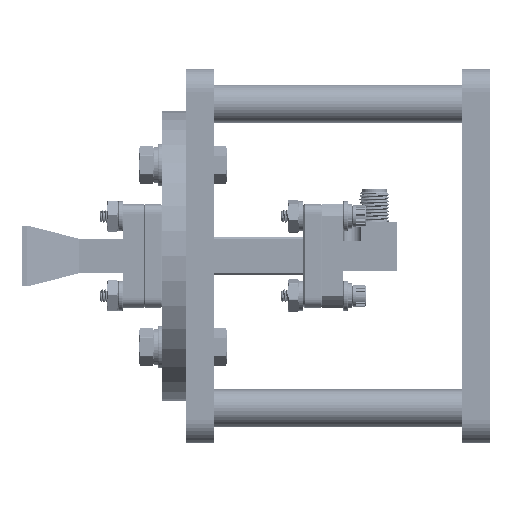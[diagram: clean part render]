
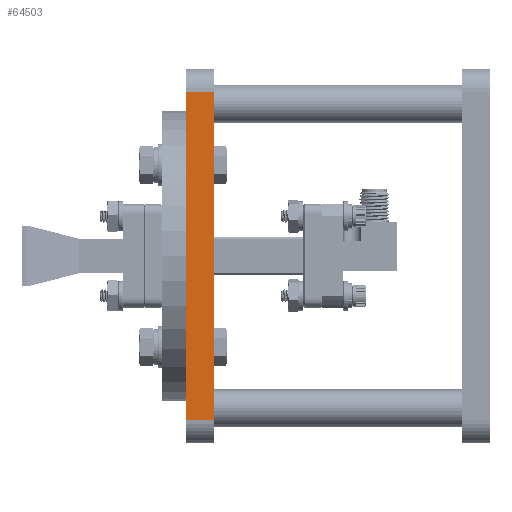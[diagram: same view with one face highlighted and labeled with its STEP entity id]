
A CAD part, left-side view. The second image highlights one B-rep face of the part: STEP entity #64503.
In plain terms, the highlighted planar face has unit normal (-1, 0, 0).
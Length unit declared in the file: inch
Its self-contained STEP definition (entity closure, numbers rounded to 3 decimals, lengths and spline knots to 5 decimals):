
#843 = VECTOR ( 'NONE', #49875, 39.37008 ) ;
#6557 = VECTOR ( 'NONE', #45612, 39.37008 ) ;
#9766 = EDGE_CURVE ( 'NONE', #36945, #71210, #36376, .T. ) ;
#10606 = CARTESIAN_POINT ( 'NONE',  ( -1.5748, 0.23622, 1.37795 ) ) ;
#13009 = ORIENTED_EDGE ( 'NONE', *, *, #9766, .T. ) ;
#15395 = CARTESIAN_POINT ( 'NONE',  ( -1.5748, 0.23622, 1.37795 ) ) ;
#16108 = LINE ( 'NONE', #10606, #843 ) ;
#17487 = VERTEX_POINT ( 'NONE', #15395 ) ;
#18795 = CARTESIAN_POINT ( 'NONE',  ( -1.5748, 0.23622, -1.37795 ) ) ;
#24611 = CARTESIAN_POINT ( 'NONE',  ( -1.5748, 0., -1.37795 ) ) ;
#25600 = VERTEX_POINT ( 'NONE', #33023 ) ;
#31058 = FACE_OUTER_BOUND ( 'NONE', #63417, .T. ) ;
#33023 = CARTESIAN_POINT ( 'NONE',  ( -1.5748, 0.23622, -1.37795 ) ) ;
#36148 = ORIENTED_EDGE ( 'NONE', *, *, #51877, .T. ) ;
#36376 = LINE ( 'NONE', #24611, #59343 ) ;
#36773 = EDGE_CURVE ( 'NONE', #17487, #71210, #16108, .T. ) ;
#36945 = VERTEX_POINT ( 'NONE', #46879 ) ;
#40962 = DIRECTION ( 'NONE',  ( 1., 0., 0. ) ) ;
#44774 = ORIENTED_EDGE ( 'NONE', *, *, #36773, .F. ) ;
#45612 = DIRECTION ( 'NONE',  ( 0., -1., 0. ) ) ;
#45683 = LINE ( 'NONE', #68436, #65960 ) ;
#46031 = DIRECTION ( 'NONE',  ( 0., 0., 1. ) ) ;
#46879 = CARTESIAN_POINT ( 'NONE',  ( -1.5748, 0., -1.37795 ) ) ;
#49154 = CARTESIAN_POINT ( 'NONE',  ( -1.5748, 0., 1.37795 ) ) ;
#49668 = AXIS2_PLACEMENT_3D ( 'NONE', #53055, #40962, #69232 ) ;
#49875 = DIRECTION ( 'NONE',  ( 0., -1., 0. ) ) ;
#51877 = EDGE_CURVE ( 'NONE', #25600, #36945, #52561, .T. ) ;
#52561 = LINE ( 'NONE', #18795, #6557 ) ;
#52692 = PLANE ( 'NONE',  #49668 ) ;
#53055 = CARTESIAN_POINT ( 'NONE',  ( -1.5748, 0.23622, -1.37795 ) ) ;
#58751 = DIRECTION ( 'NONE',  ( 0., 0., 1. ) ) ;
#59343 = VECTOR ( 'NONE', #58751, 39.37008 ) ;
#63417 = EDGE_LOOP ( 'NONE', ( #13009, #44774, #68170, #36148 ) ) ;
#64503 = ADVANCED_FACE ( 'NONE', ( #31058 ), #52692, .F. ) ;
#65960 = VECTOR ( 'NONE', #46031, 39.37008 ) ;
#67537 = EDGE_CURVE ( 'NONE', #25600, #17487, #45683, .T. ) ;
#68170 = ORIENTED_EDGE ( 'NONE', *, *, #67537, .F. ) ;
#68436 = CARTESIAN_POINT ( 'NONE',  ( -1.5748, 0.23622, -1.37795 ) ) ;
#69232 = DIRECTION ( 'NONE',  ( 0., 0., -1. ) ) ;
#71210 = VERTEX_POINT ( 'NONE', #49154 ) ;
